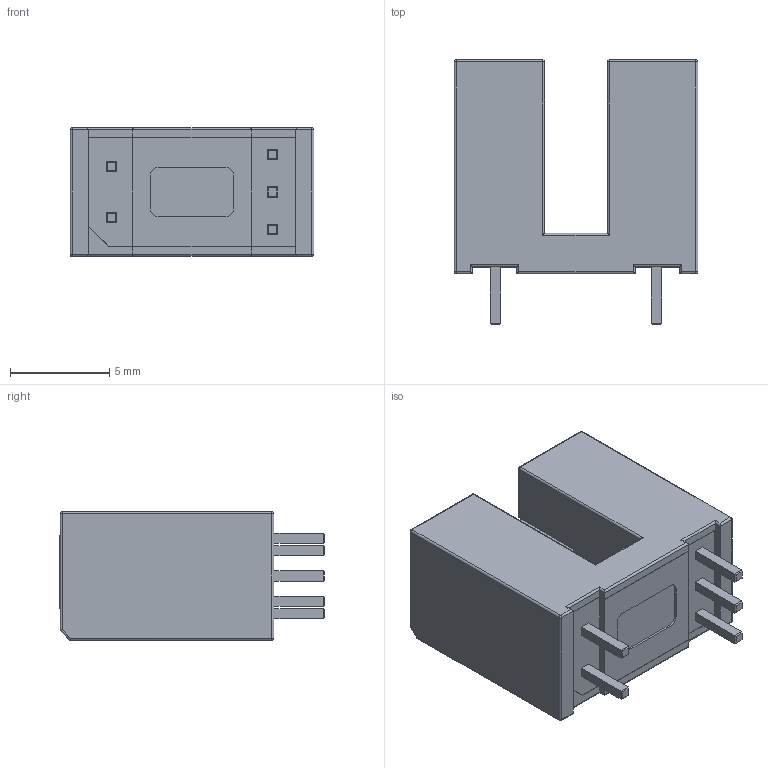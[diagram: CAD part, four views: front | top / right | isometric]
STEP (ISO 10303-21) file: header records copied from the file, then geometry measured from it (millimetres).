
FILE_DESCRIPTION (( 'STEP AP214' ), '1' );
FILE_NAME ('OPB666N.STEP', '2024-09-13T07:13:03', ( '' ), ( '' ), 'SwSTEP 2.0', 'SolidWorks 2016', '' );
FILE_SCHEMA (( 'AUTOMOTIVE_DESIGN' ));
Length unit declared in the file: millimetre
Products named in the file (1): OPB666N
Bounding box: 12.32 x 13.35 x 6.5 mm (x, y, z)
Volume: 671.2 mm3; surface area: 739.4 mm2
Topology: 1 solids, 1 shells, 182 faces, 449 edges, 270 vertices
Faces by surface type: plane 113, cylinder 46, bspline 15, sphere 8
Entity records: 6188 total; most frequent: CARTESIAN_POINT 1613, ORIENTED_EDGE 882, DIRECTION 747, EDGE_CURVE 441, VECTOR 347, LINE 347, VERTEX_POINT 270, AXIS2_PLACEMENT_3D 200
